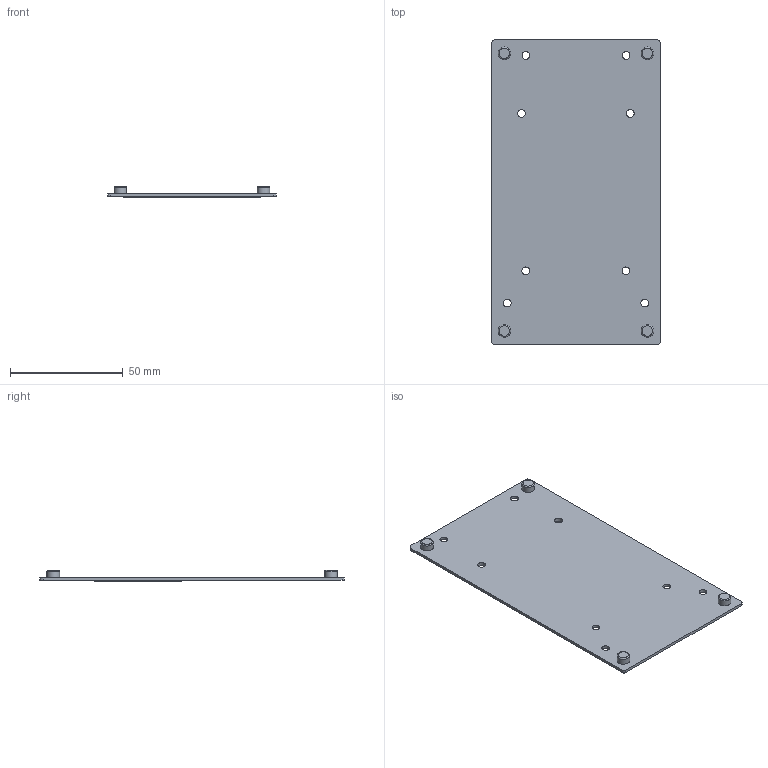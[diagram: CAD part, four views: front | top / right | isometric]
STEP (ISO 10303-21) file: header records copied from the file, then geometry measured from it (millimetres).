
FILE_DESCRIPTION (( 'STEP AP214' ), '1' );
FILE_NAME ('Hole template.STEP', '2020-05-13T19:02:43', ( '' ), ( '' ), 'SwSTEP 2.0', 'SolidWorks 2018', '' );
FILE_SCHEMA (( 'AUTOMOTIVE_DESIGN' ));
Length unit declared in the file: inch
Products named in the file (2): Hole template
Bounding box: 74.68 x 135.13 x 4.95 mm (x, y, z)
Volume: 14196.7 mm3; surface area: 20985.8 mm2
Topology: 1 solids, 1 shells, 39 faces, 98 edges, 66 vertices
Faces by surface type: cylinder 20, plane 15, torus 4
Full cylindrical faces by diameter (mm): 3.454 x8, 5.588 x4
Entity records: 1145 total; most frequent: DIRECTION 202, CARTESIAN_POINT 177, ORIENTED_EDGE 152, AXIS2_PLACEMENT_3D 85, EDGE_CURVE 76, EDGE_LOOP 76, VERTEX_POINT 60, FACE_OUTER_BOUND 55
